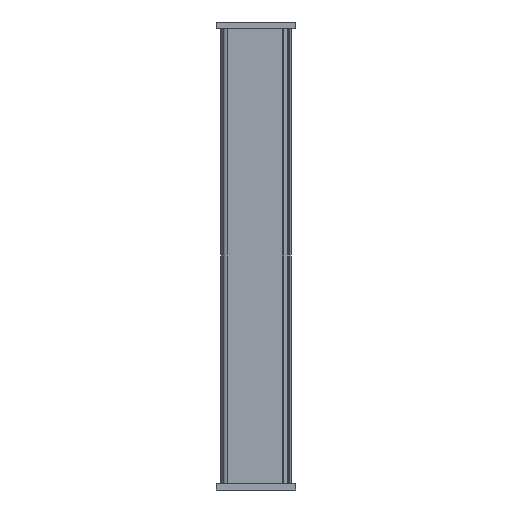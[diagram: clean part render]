
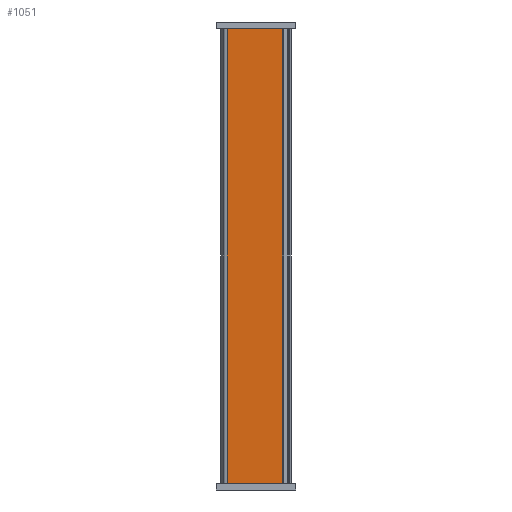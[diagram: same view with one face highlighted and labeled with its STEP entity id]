
A CAD part, left-side view. The second image highlights one B-rep face of the part: STEP entity #1051.
In plain terms, the highlighted planar face has unit normal (-0.999, 0.052, 0).
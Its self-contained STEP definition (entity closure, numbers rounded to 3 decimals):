
#9 = VECTOR ( 'NONE', #956, 1000. ) ;
#59 = VECTOR ( 'NONE', #348, 1000. ) ;
#89 = LINE ( 'NONE', #180, #581 ) ;
#148 = ORIENTED_EDGE ( 'NONE', *, *, #1101, .T. ) ;
#180 = CARTESIAN_POINT ( 'NONE',  ( 0.163, -2.843, -200. ) ) ;
#203 = EDGE_CURVE ( 'NONE', #816, #817, #850, .T. ) ;
#251 = CARTESIAN_POINT ( 'NONE',  ( 0.312, 0., -200. ) ) ;
#277 = LINE ( 'NONE', #861, #9 ) ;
#285 = DIRECTION ( 'NONE',  ( 0.052, 0.999, 0. ) ) ;
#337 = EDGE_CURVE ( 'NONE', #816, #357, #277, .T. ) ;
#348 = DIRECTION ( 'NONE',  ( 0.052, 0.999, 0. ) ) ;
#357 = VERTEX_POINT ( 'NONE', #464 ) ;
#447 = ORIENTED_EDGE ( 'NONE', *, *, #203, .F. ) ;
#452 = CARTESIAN_POINT ( 'NONE',  ( 0.163, -2.843, -200. ) ) ;
#464 = CARTESIAN_POINT ( 'NONE',  ( -1.161, -28.105, 0. ) ) ;
#468 = CARTESIAN_POINT ( 'NONE',  ( 0.163, -2.843, 0. ) ) ;
#470 = DIRECTION ( 'NONE',  ( 0.999, -0.052, 0. ) ) ;
#534 = EDGE_CURVE ( 'NONE', #817, #898, #89, .T. ) ;
#544 = CARTESIAN_POINT ( 'NONE',  ( 0.312, 0., -200. ) ) ;
#574 = DIRECTION ( 'NONE',  ( 0.052, 0.999, 0. ) ) ;
#578 = DIRECTION ( 'NONE',  ( 0., 0., 1. ) ) ;
#581 = VECTOR ( 'NONE', #578, 1000. ) ;
#613 = VECTOR ( 'NONE', #574, 1000. ) ;
#651 = CARTESIAN_POINT ( 'NONE',  ( 0.312, 0., 0. ) ) ;
#662 = CARTESIAN_POINT ( 'NONE',  ( -1.161, -28.105, -200. ) ) ;
#710 = ORIENTED_EDGE ( 'NONE', *, *, #337, .T. ) ;
#771 = EDGE_LOOP ( 'NONE', ( #148, #1230, #447, #710 ) ) ;
#808 = LINE ( 'NONE', #651, #613 ) ;
#816 = VERTEX_POINT ( 'NONE', #662 ) ;
#817 = VERTEX_POINT ( 'NONE', #452 ) ;
#850 = LINE ( 'NONE', #251, #59 ) ;
#861 = CARTESIAN_POINT ( 'NONE',  ( -1.161, -28.105, -200. ) ) ;
#880 = FACE_OUTER_BOUND ( 'NONE', #771, .T. ) ;
#898 = VERTEX_POINT ( 'NONE', #468 ) ;
#956 = DIRECTION ( 'NONE',  ( 0., 0., 1. ) ) ;
#1015 = AXIS2_PLACEMENT_3D ( 'NONE', #544, #470, #285 ) ;
#1051 = ADVANCED_FACE ( 'NONE', ( #880 ), #1083, .F. ) ;
#1083 = PLANE ( 'NONE',  #1015 ) ;
#1101 = EDGE_CURVE ( 'NONE', #357, #898, #808, .T. ) ;
#1230 = ORIENTED_EDGE ( 'NONE', *, *, #534, .F. ) ;
